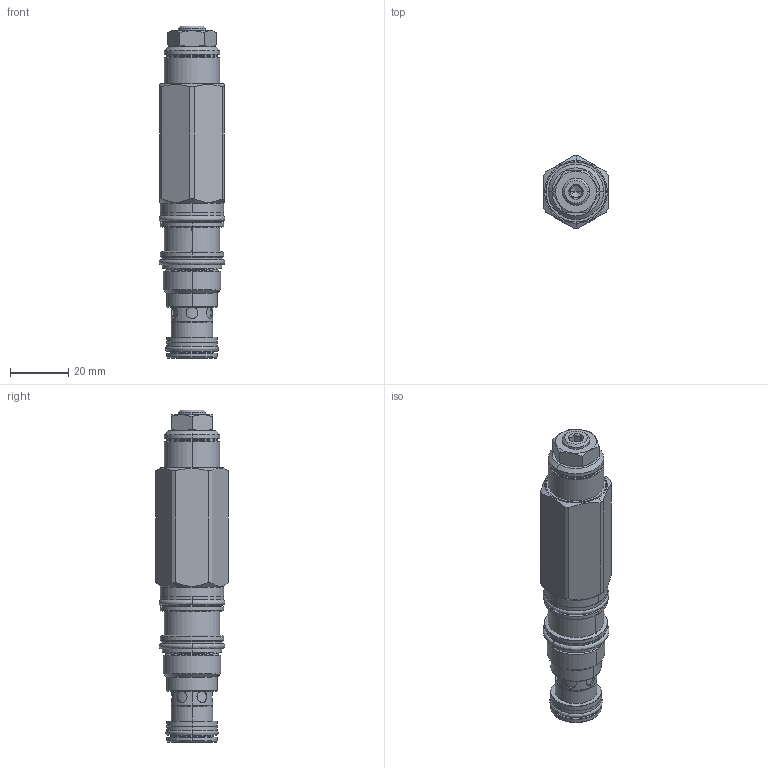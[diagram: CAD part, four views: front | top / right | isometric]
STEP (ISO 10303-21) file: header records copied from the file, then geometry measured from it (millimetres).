
FILE_DESCRIPTION((''),'2;1');
FILE_NAME('CEBCLHN_SW','2023-04-04T16:54:11',('SigMax'),(''),'CREO PARAMETRIC BY PTC INC, 2021072','CREO PARAMETRIC BY PTC INC, 2021072','');
FILE_SCHEMA(('AUTOMOTIVE_DESIGN { 1 0 10303 214 1 1 1 1 }'));
Length unit declared in the file: inch
Products named in the file (1): CEBCLHN_SW
Bounding box: 22.55 x 24.84 x 113.89 mm (x, y, z)
Volume: 31800.8 mm3; surface area: 17833.5 mm2
Topology: 3 solids, 3 shells, 401 faces, 912 edges, 553 vertices
Faces by surface type: cylinder 161, plane 84, torus 74, cone 72, revolution 10
Entity records: 15917 total; most frequent: CARTESIAN_POINT 3766, DIRECTION 2077, ORIENTED_EDGE 1820, EDGE_CURVE 910, AXIS2_PLACEMENT_3D 888, VERTEX_POINT 553, CIRCLE 497, EDGE_LOOP 455
